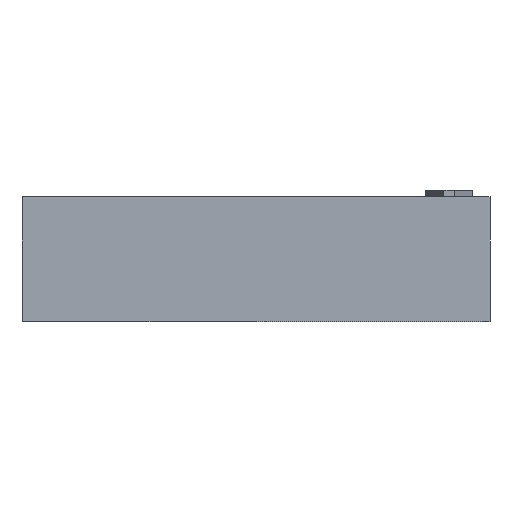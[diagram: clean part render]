
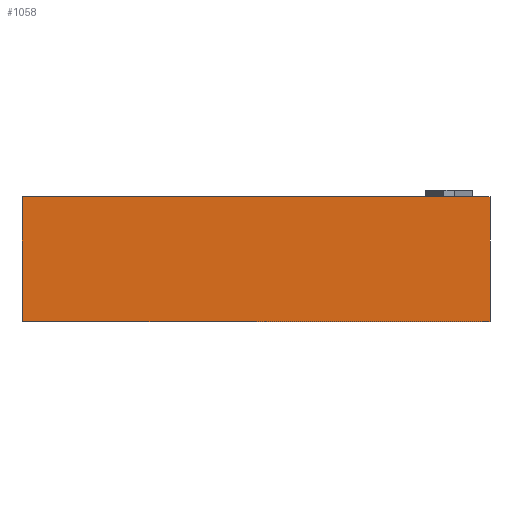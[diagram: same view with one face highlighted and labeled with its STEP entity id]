
A CAD part, front view. The second image highlights one B-rep face of the part: STEP entity #1058.
In plain terms, the highlighted planar face has unit normal (0, -1, 0).
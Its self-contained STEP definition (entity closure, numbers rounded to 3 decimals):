
#100=FACE_OUTER_BOUND('',#154,.T.);
#154=EDGE_LOOP('',(#859,#860,#861,#862));
#282=LINE('',#1642,#410);
#283=LINE('',#1645,#411);
#284=LINE('',#1647,#412);
#285=LINE('',#1648,#413);
#410=VECTOR('',#1354,10.);
#411=VECTOR('',#1357,10.);
#412=VECTOR('',#1358,10.);
#413=VECTOR('',#1359,10.);
#516=VERTEX_POINT('',#1636);
#518=VERTEX_POINT('',#1640);
#519=VERTEX_POINT('',#1644);
#520=VERTEX_POINT('',#1646);
#650=EDGE_CURVE('',#516,#518,#282,.T.);
#651=EDGE_CURVE('',#516,#519,#283,.T.);
#652=EDGE_CURVE('',#520,#518,#284,.T.);
#653=EDGE_CURVE('',#519,#520,#285,.T.);
#859=ORIENTED_EDGE('',*,*,#651,.F.);
#860=ORIENTED_EDGE('',*,*,#650,.T.);
#861=ORIENTED_EDGE('',*,*,#652,.F.);
#862=ORIENTED_EDGE('',*,*,#653,.F.);
#1004=PLANE('',#1130);
#1058=ADVANCED_FACE('',(#100),#1004,.T.);
#1130=AXIS2_PLACEMENT_3D('',#1643,#1355,#1356);
#1354=DIRECTION('',(0.,0.,1.));
#1355=DIRECTION('center_axis',(0.,-1.,0.));
#1356=DIRECTION('ref_axis',(1.,0.,0.));
#1357=DIRECTION('',(-1.,0.,0.));
#1358=DIRECTION('',(1.,0.,0.));
#1359=DIRECTION('',(0.,0.,1.));
#1636=CARTESIAN_POINT('',(18.75,-26.575,0.));
#1640=CARTESIAN_POINT('',(18.75,-26.575,10.));
#1642=CARTESIAN_POINT('',(18.75,-26.575,0.));
#1643=CARTESIAN_POINT('Origin',(-18.75,-26.575,0.));
#1644=CARTESIAN_POINT('',(-18.75,-26.575,0.));
#1645=CARTESIAN_POINT('',(18.75,-26.575,0.));
#1646=CARTESIAN_POINT('',(-18.75,-26.575,10.));
#1647=CARTESIAN_POINT('',(18.75,-26.575,10.));
#1648=CARTESIAN_POINT('',(-18.75,-26.575,0.));
